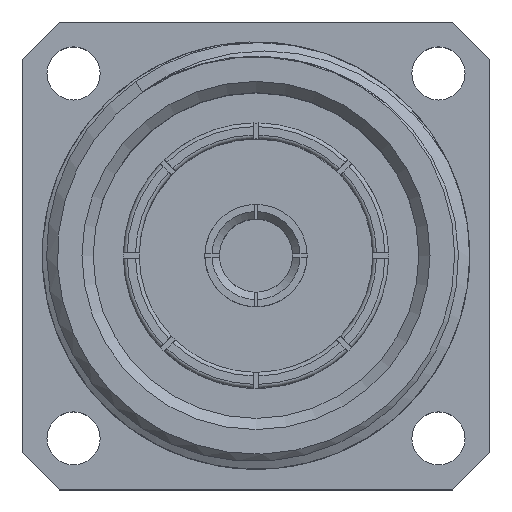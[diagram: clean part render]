
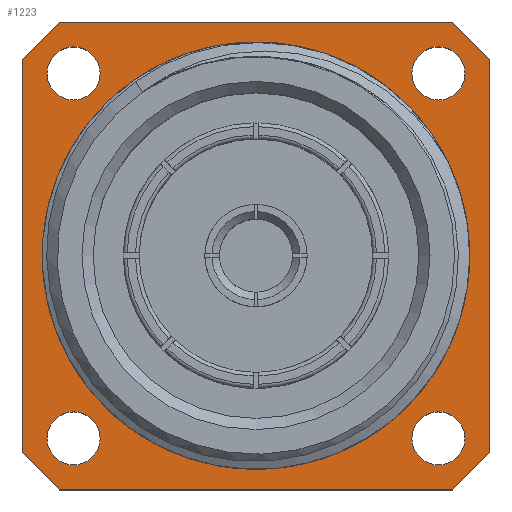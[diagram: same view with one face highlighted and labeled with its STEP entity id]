
A CAD part, top view. The second image highlights one B-rep face of the part: STEP entity #1223.
In plain terms, the highlighted planar face has unit normal (0, 0, 1).
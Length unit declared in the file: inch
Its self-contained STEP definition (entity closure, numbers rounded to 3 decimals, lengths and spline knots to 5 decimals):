
#19 = EDGE_LOOP ( 'NONE', ( #872 ) ) ;
#81 = VERTEX_POINT ( 'NONE', #4421 ) ;
#133 = CARTESIAN_POINT ( 'NONE',  ( -0.625, -0.525, 0. ) ) ;
#140 = EDGE_CURVE ( 'NONE', #179, #4624, #2170, .T. ) ;
#141 = ORIENTED_EDGE ( 'NONE', *, *, #1619, .F. ) ;
#161 = DIRECTION ( 'NONE',  ( -0.707, 0.707, 0. ) ) ;
#179 = VERTEX_POINT ( 'NONE', #1990 ) ;
#184 = ORIENTED_EDGE ( 'NONE', *, *, #140, .T. ) ;
#188 = ORIENTED_EDGE ( 'NONE', *, *, #2830, .T. ) ;
#190 = EDGE_CURVE ( 'NONE', #3311, #3311, #3960, .T. ) ;
#232 = CARTESIAN_POINT ( 'NONE',  ( -0.525, 0.625, 0. ) ) ;
#253 = AXIS2_PLACEMENT_3D ( 'NONE', #3030, #863, #2685 ) ;
#259 = EDGE_CURVE ( 'NONE', #4624, #81, #368, .T. ) ;
#319 = DIRECTION ( 'NONE',  ( 1., 0., 0. ) ) ;
#350 = ORIENTED_EDGE ( 'NONE', *, *, #1896, .T. ) ;
#368 = LINE ( 'NONE', #574, #3382 ) ;
#418 = EDGE_CURVE ( 'NONE', #1013, #179, #4010, .T. ) ;
#441 = EDGE_CURVE ( 'NONE', #2306, #2306, #1577, .T. ) ;
#462 = EDGE_LOOP ( 'NONE', ( #141 ) ) ;
#510 = DIRECTION ( 'NONE',  ( 0., 0., 1. ) ) ;
#561 = VERTEX_POINT ( 'NONE', #2495 ) ;
#574 = CARTESIAN_POINT ( 'NONE',  ( 0.525, -0.625, 0. ) ) ;
#617 = VERTEX_POINT ( 'NONE', #4646 ) ;
#722 = FACE_BOUND ( 'NONE', #462, .T. ) ;
#819 = ORIENTED_EDGE ( 'NONE', *, *, #4552, .T. ) ;
#863 = DIRECTION ( 'NONE',  ( 0., 0., 1. ) ) ;
#872 = ORIENTED_EDGE ( 'NONE', *, *, #2700, .F. ) ;
#914 = ORIENTED_EDGE ( 'NONE', *, *, #418, .T. ) ;
#917 = CARTESIAN_POINT ( 'NONE',  ( -0.625, -0.525, 0. ) ) ;
#995 = VECTOR ( 'NONE', #161, 39.37008 ) ;
#1013 = VERTEX_POINT ( 'NONE', #133 ) ;
#1223 = ADVANCED_FACE ( 'NONE', ( #3407, #2192, #3302, #722, #3635, #1604 ), #2844, .F. ) ;
#1242 = CARTESIAN_POINT ( 'NONE',  ( 0.5585, -0.4875, 0. ) ) ;
#1267 = LINE ( 'NONE', #1328, #2453 ) ;
#1274 = ORIENTED_EDGE ( 'NONE', *, *, #2250, .T. ) ;
#1291 = DIRECTION ( 'NONE',  ( 1., 0., 0. ) ) ;
#1328 = CARTESIAN_POINT ( 'NONE',  ( 0.625, -0.625, 0. ) ) ;
#1370 = DIRECTION ( 'NONE',  ( 0., 0., 1. ) ) ;
#1381 = DIRECTION ( 'NONE',  ( 0., 0., -1. ) ) ;
#1387 = DIRECTION ( 'NONE',  ( 0., -1., 0. ) ) ;
#1508 = AXIS2_PLACEMENT_3D ( 'NONE', #3522, #1381, #2862 ) ;
#1530 = EDGE_LOOP ( 'NONE', ( #350 ) ) ;
#1563 = AXIS2_PLACEMENT_3D ( 'NONE', #4489, #4145, #3016 ) ;
#1577 = CIRCLE ( 'NONE', #3801, 0.071 ) ;
#1591 = CARTESIAN_POINT ( 'NONE',  ( -0.4165, -0.4875, 0. ) ) ;
#1604 = FACE_OUTER_BOUND ( 'NONE', #3562, .T. ) ;
#1615 = VERTEX_POINT ( 'NONE', #3002 ) ;
#1619 = EDGE_CURVE ( 'NONE', #1615, #1615, #3146, .T. ) ;
#1645 = DIRECTION ( 'NONE',  ( 0., 1., 0. ) ) ;
#1722 = CIRCLE ( 'NONE', #1563, 0.5415 ) ;
#1772 = VERTEX_POINT ( 'NONE', #2129 ) ;
#1791 = VECTOR ( 'NONE', #2354, 39.37008 ) ;
#1834 = ORIENTED_EDGE ( 'NONE', *, *, #259, .T. ) ;
#1896 = EDGE_CURVE ( 'NONE', #4214, #4214, #1722, .T. ) ;
#1966 = DIRECTION ( 'NONE',  ( -0.707, -0.707, 0. ) ) ;
#1971 = CARTESIAN_POINT ( 'NONE',  ( -0.625, 0.625, 0. ) ) ;
#1987 = CARTESIAN_POINT ( 'NONE',  ( -0.525, 0.625, 0. ) ) ;
#1990 = CARTESIAN_POINT ( 'NONE',  ( -0.525, -0.625, 0. ) ) ;
#2129 = CARTESIAN_POINT ( 'NONE',  ( 0.625, 0.525, 0. ) ) ;
#2170 = LINE ( 'NONE', #4484, #2852 ) ;
#2192 = FACE_BOUND ( 'NONE', #3138, .T. ) ;
#2199 = VERTEX_POINT ( 'NONE', #3062 ) ;
#2250 = EDGE_CURVE ( 'NONE', #617, #1013, #2351, .T. ) ;
#2286 = LINE ( 'NONE', #2313, #995 ) ;
#2306 = VERTEX_POINT ( 'NONE', #1591 ) ;
#2313 = CARTESIAN_POINT ( 'NONE',  ( 0.625, 0.525, 0. ) ) ;
#2340 = DIRECTION ( 'NONE',  ( 1., 0., 0. ) ) ;
#2351 = LINE ( 'NONE', #2498, #2467 ) ;
#2354 = DIRECTION ( 'NONE',  ( -1., 0., 0. ) ) ;
#2453 = VECTOR ( 'NONE', #1645, 39.37008 ) ;
#2467 = VECTOR ( 'NONE', #1387, 39.37008 ) ;
#2483 = LINE ( 'NONE', #1987, #3818 ) ;
#2495 = CARTESIAN_POINT ( 'NONE',  ( 0.525, 0.625, 0. ) ) ;
#2498 = CARTESIAN_POINT ( 'NONE',  ( -0.625, -0.625, 0. ) ) ;
#2522 = ORIENTED_EDGE ( 'NONE', *, *, #3205, .T. ) ;
#2611 = VECTOR ( 'NONE', #4486, 39.37008 ) ;
#2665 = ORIENTED_EDGE ( 'NONE', *, *, #441, .F. ) ;
#2685 = DIRECTION ( 'NONE',  ( 1., 0., 0. ) ) ;
#2700 = EDGE_CURVE ( 'NONE', #2199, #2199, #2865, .T. ) ;
#2763 = DIRECTION ( 'NONE',  ( 0.707, 0.707, 0. ) ) ;
#2810 = CARTESIAN_POINT ( 'NONE',  ( -0.4875, -0.4875, 0. ) ) ;
#2830 = EDGE_CURVE ( 'NONE', #81, #1772, #1267, .T. ) ;
#2844 = PLANE ( 'NONE',  #1508 ) ;
#2852 = VECTOR ( 'NONE', #1291, 39.37008 ) ;
#2862 = DIRECTION ( 'NONE',  ( -1., 0., 0. ) ) ;
#2865 = CIRCLE ( 'NONE', #3337, 0.071 ) ;
#2969 = ORIENTED_EDGE ( 'NONE', *, *, #190, .F. ) ;
#3002 = CARTESIAN_POINT ( 'NONE',  ( 0.5585, 0.4875, 0. ) ) ;
#3016 = DIRECTION ( 'NONE',  ( -1., 0., 0. ) ) ;
#3030 = CARTESIAN_POINT ( 'NONE',  ( 0.4875, -0.4875, 0. ) ) ;
#3049 = CARTESIAN_POINT ( 'NONE',  ( 0.525, -0.625, 0. ) ) ;
#3062 = CARTESIAN_POINT ( 'NONE',  ( -0.4165, 0.4875, 0. ) ) ;
#3095 = EDGE_CURVE ( 'NONE', #3684, #617, #2483, .T. ) ;
#3138 = EDGE_LOOP ( 'NONE', ( #2969 ) ) ;
#3146 = CIRCLE ( 'NONE', #4453, 0.071 ) ;
#3170 = DIRECTION ( 'NONE',  ( 1., 0., 0. ) ) ;
#3205 = EDGE_CURVE ( 'NONE', #1772, #561, #2286, .T. ) ;
#3302 = FACE_BOUND ( 'NONE', #3929, .T. ) ;
#3311 = VERTEX_POINT ( 'NONE', #1242 ) ;
#3337 = AXIS2_PLACEMENT_3D ( 'NONE', #4427, #510, #2340 ) ;
#3382 = VECTOR ( 'NONE', #2763, 39.37008 ) ;
#3407 = FACE_BOUND ( 'NONE', #1530, .T. ) ;
#3471 = LINE ( 'NONE', #1971, #1791 ) ;
#3522 = CARTESIAN_POINT ( 'NONE',  ( 0., 0., 0. ) ) ;
#3562 = EDGE_LOOP ( 'NONE', ( #184, #1834, #188, #2522, #819, #3856, #1274, #914 ) ) ;
#3635 = FACE_BOUND ( 'NONE', #19, .T. ) ;
#3684 = VERTEX_POINT ( 'NONE', #232 ) ;
#3801 = AXIS2_PLACEMENT_3D ( 'NONE', #2810, #1370, #3170 ) ;
#3818 = VECTOR ( 'NONE', #1966, 39.37008 ) ;
#3856 = ORIENTED_EDGE ( 'NONE', *, *, #3095, .T. ) ;
#3929 = EDGE_LOOP ( 'NONE', ( #2665 ) ) ;
#3960 = CIRCLE ( 'NONE', #253, 0.071 ) ;
#4010 = LINE ( 'NONE', #917, #2611 ) ;
#4100 = CARTESIAN_POINT ( 'NONE',  ( -0.5415, 0., 0. ) ) ;
#4145 = DIRECTION ( 'NONE',  ( 0., 0., -1. ) ) ;
#4214 = VERTEX_POINT ( 'NONE', #4100 ) ;
#4421 = CARTESIAN_POINT ( 'NONE',  ( 0.625, -0.525, 0. ) ) ;
#4427 = CARTESIAN_POINT ( 'NONE',  ( -0.4875, 0.4875, 0. ) ) ;
#4453 = AXIS2_PLACEMENT_3D ( 'NONE', #4547, #4607, #319 ) ;
#4484 = CARTESIAN_POINT ( 'NONE',  ( -0.625, -0.625, 0. ) ) ;
#4486 = DIRECTION ( 'NONE',  ( 0.707, -0.707, 0. ) ) ;
#4489 = CARTESIAN_POINT ( 'NONE',  ( 0., 0., 0. ) ) ;
#4547 = CARTESIAN_POINT ( 'NONE',  ( 0.4875, 0.4875, 0. ) ) ;
#4552 = EDGE_CURVE ( 'NONE', #561, #3684, #3471, .T. ) ;
#4607 = DIRECTION ( 'NONE',  ( 0., 0., 1. ) ) ;
#4624 = VERTEX_POINT ( 'NONE', #3049 ) ;
#4646 = CARTESIAN_POINT ( 'NONE',  ( -0.625, 0.525, 0. ) ) ;
